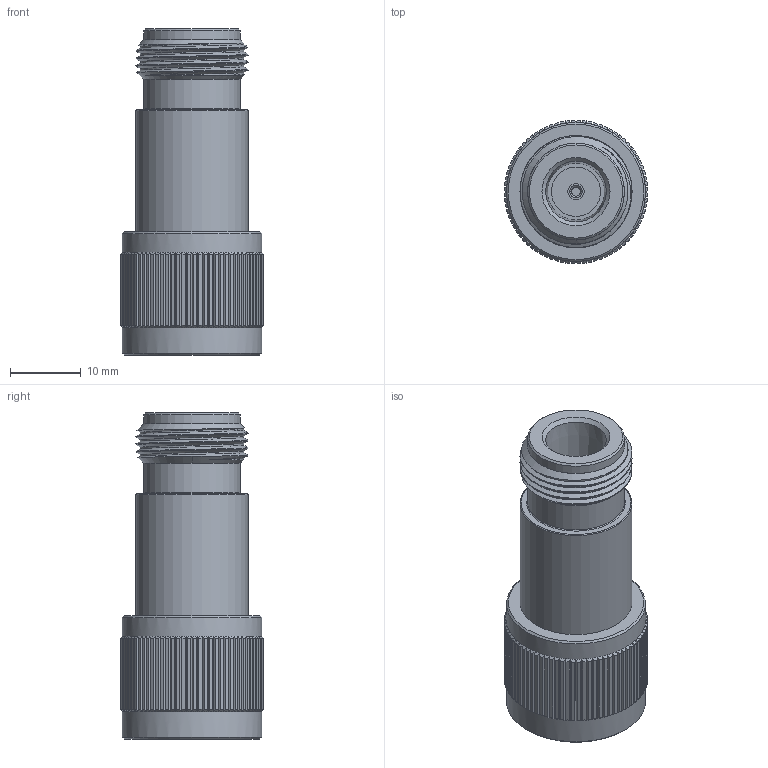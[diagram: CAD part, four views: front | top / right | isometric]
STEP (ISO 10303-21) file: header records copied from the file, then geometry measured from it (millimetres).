
FILE_DESCRIPTION (( 'STEP AP203' ), '1' );
FILE_NAME ('PE91531_3D.step', '2021-06-01T14:59:52', ( '' ), ( '' ), 'SwSTEP 2.0', 'SolidWorks 2020', '' );
FILE_SCHEMA (( 'CONFIG_CONTROL_DESIGN' ));
Length unit declared in the file: inch
Products named in the file (1): PE91531_3D
Bounding box: 20.32 x 20.32 x 46.2 mm (x, y, z)
Volume: 8557.1 mm3; surface area: 4955.6 mm2
Topology: 1 solids, 1 shells, 496 faces, 1121 edges, 638 vertices
Faces by surface type: plane 201, cone 180, cylinder 107, bspline 8
Full cylindrical faces by diameter (mm): 1.27 x1, 1.524 x1, 2.286 x1, 2.794 x1, 6.985 x2, 8.255 x1, 13.716 x2, 15.875 x6, 19.715 x2
Entity records: 15921 total; most frequent: CARTESIAN_POINT 5709, ORIENTED_EDGE 2150, DIRECTION 2042, EDGE_CURVE 1075, AXIS2_PLACEMENT_3D 874, VERTEX_POINT 621, EDGE_LOOP 526, FACE_OUTER_BOUND 506
